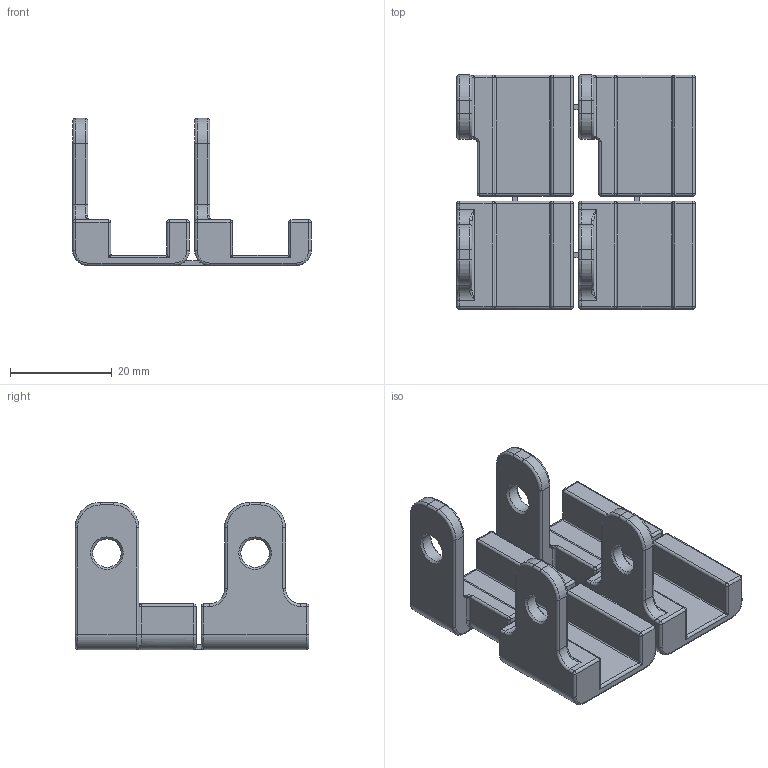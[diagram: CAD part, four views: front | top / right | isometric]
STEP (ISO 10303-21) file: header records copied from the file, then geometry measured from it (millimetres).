
FILE_DESCRIPTION(/* description */ (''),/* implementation_level */ '2;1');
FILE_NAME(/* name */ 'MP_DooKi3_SLM_XY_V6_Endstops_x1.step',/* time_stamp */ '2024-08-19T12:45:06-04:00',/* author */ (''),/* organization */ (''),/* preprocessor_version */ 'ST-DEVELOPER v20',/* originating_system */ 'Autodesk Translation Framework v13.14.0.145',/* authorisation */ '');
FILE_SCHEMA (('AUTOMOTIVE_DESIGN { 1 0 10303 214 3 1 1 }'));
Length unit declared in the file: millimetre
Products named in the file (1): FusionComponent
Bounding box: 47 x 46.1 x 29 mm (x, y, z)
Volume: 13054 mm3; surface area: 9640.9 mm2
Topology: 1 solids, 1 shells, 331 faces, 792 edges, 436 vertices
Faces by surface type: cylinder 152, plane 65, torus 48, sphere 30, bspline 28, cone 8
Full cylindrical faces by diameter (mm): 5.6 x4
Entity records: 10166 total; most frequent: CARTESIAN_POINT 2480, DIRECTION 1752, ORIENTED_EDGE 1532, EDGE_CURVE 766, AXIS2_PLACEMENT_3D 704, VERTEX_POINT 436, LINE 344, VECTOR 344
